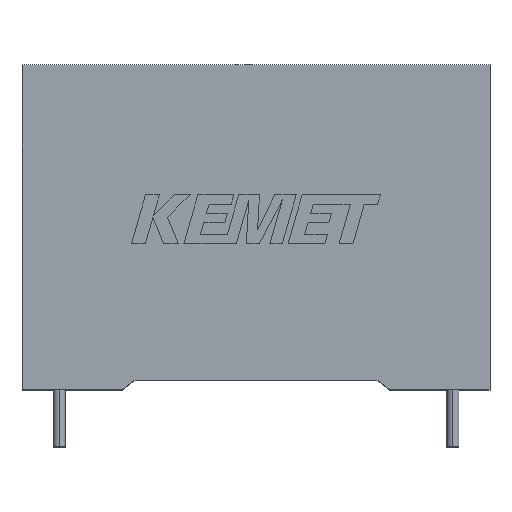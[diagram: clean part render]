
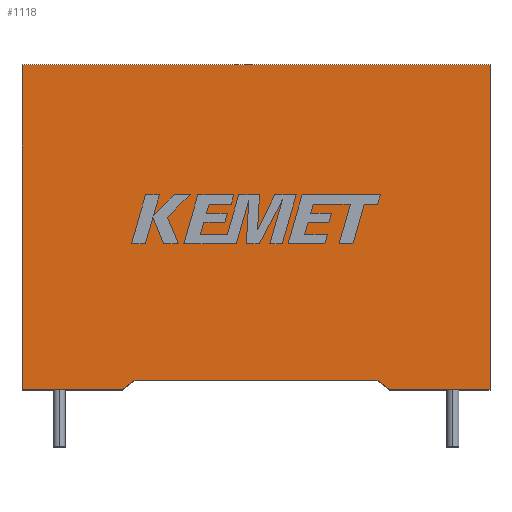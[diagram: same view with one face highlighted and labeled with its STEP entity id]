
A CAD part, top view. The second image highlights one B-rep face of the part: STEP entity #1118.
In plain terms, the highlighted planar face has unit normal (0, 0, 1).
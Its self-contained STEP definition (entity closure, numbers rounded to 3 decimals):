
#60 = VECTOR ( 'NONE', #1179, 1000. ) ;
#69 = EDGE_CURVE ( 'NONE', #96, #2610, #1200, .T. ) ;
#88 = ORIENTED_EDGE ( 'NONE', *, *, #1407, .T. ) ;
#89 = VERTEX_POINT ( 'NONE', #1900 ) ;
#96 = VERTEX_POINT ( 'NONE', #2921 ) ;
#158 = LINE ( 'NONE', #1148, #2602 ) ;
#184 = DIRECTION ( 'NONE',  ( 1., 0., 0. ) ) ;
#197 = LINE ( 'NONE', #3137, #1485 ) ;
#235 = DIRECTION ( 'NONE',  ( -1., 0., 0. ) ) ;
#298 = ORIENTED_EDGE ( 'NONE', *, *, #69, .T. ) ;
#332 = PLANE ( 'NONE',  #569 ) ;
#435 = VERTEX_POINT ( 'NONE', #2522 ) ;
#465 = CARTESIAN_POINT ( 'NONE',  ( 24.8, 0.667, 13.7 ) ) ;
#513 = CARTESIAN_POINT ( 'NONE',  ( 24.8, 0.667, 13.7 ) ) ;
#569 = AXIS2_PLACEMENT_3D ( 'NONE', #1571, #1365, #885 ) ;
#627 = LINE ( 'NONE', #1613, #2804 ) ;
#682 = LINE ( 'NONE', #1414, #1070 ) ;
#688 = VECTOR ( 'NONE', #2179, 1000. ) ;
#785 = EDGE_CURVE ( 'NONE', #834, #1980, #2211, .T. ) ;
#834 = VERTEX_POINT ( 'NONE', #465 ) ;
#885 = DIRECTION ( 'NONE',  ( -1., 0., 0. ) ) ;
#1070 = VECTOR ( 'NONE', #1472, 1000. ) ;
#1118 = ADVANCED_FACE ( 'NONE', ( #2523 ), #332, .F. ) ;
#1148 = CARTESIAN_POINT ( 'NONE',  ( 0., 0., 13.7 ) ) ;
#1165 = ORIENTED_EDGE ( 'NONE', *, *, #1375, .T. ) ;
#1179 = DIRECTION ( 'NONE',  ( 0.803, -0.596, 0. ) ) ;
#1196 = CARTESIAN_POINT ( 'NONE',  ( 16.35, 0.667, 13.7 ) ) ;
#1200 = LINE ( 'NONE', #2450, #688 ) ;
#1335 = CARTESIAN_POINT ( 'NONE',  ( 32.7, 0., 13.7 ) ) ;
#1354 = EDGE_CURVE ( 'NONE', #834, #96, #2141, .T. ) ;
#1365 = DIRECTION ( 'NONE',  ( 0., 0., -1. ) ) ;
#1375 = EDGE_CURVE ( 'NONE', #1810, #89, #682, .T. ) ;
#1407 = EDGE_CURVE ( 'NONE', #2610, #1810, #197, .T. ) ;
#1414 = CARTESIAN_POINT ( 'NONE',  ( 0., 22.7, 13.7 ) ) ;
#1445 = VERTEX_POINT ( 'NONE', #2994 ) ;
#1472 = DIRECTION ( 'NONE',  ( -1., 0., 0. ) ) ;
#1485 = VECTOR ( 'NONE', #2666, 1000. ) ;
#1571 = CARTESIAN_POINT ( 'NONE',  ( 0., 0., 13.7 ) ) ;
#1584 = ORIENTED_EDGE ( 'NONE', *, *, #2002, .F. ) ;
#1613 = CARTESIAN_POINT ( 'NONE',  ( 0., 0., 13.7 ) ) ;
#1810 = VERTEX_POINT ( 'NONE', #2109 ) ;
#1820 = ORIENTED_EDGE ( 'NONE', *, *, #785, .F. ) ;
#1868 = EDGE_CURVE ( 'NONE', #89, #1445, #627, .T. ) ;
#1900 = CARTESIAN_POINT ( 'NONE',  ( 0., 22.7, 13.7 ) ) ;
#1980 = VERTEX_POINT ( 'NONE', #2834 ) ;
#2002 = EDGE_CURVE ( 'NONE', #1980, #435, #3080, .T. ) ;
#2014 = VECTOR ( 'NONE', #235, 1000. ) ;
#2109 = CARTESIAN_POINT ( 'NONE',  ( 32.7, 22.7, 13.7 ) ) ;
#2141 = LINE ( 'NONE', #513, #60 ) ;
#2179 = DIRECTION ( 'NONE',  ( 1., 0., 0. ) ) ;
#2211 = LINE ( 'NONE', #1196, #2014 ) ;
#2347 = VECTOR ( 'NONE', #2434, 1000. ) ;
#2351 = EDGE_CURVE ( 'NONE', #1445, #435, #158, .T. ) ;
#2434 = DIRECTION ( 'NONE',  ( -0.803, -0.596, 0. ) ) ;
#2441 = ORIENTED_EDGE ( 'NONE', *, *, #2351, .T. ) ;
#2450 = CARTESIAN_POINT ( 'NONE',  ( 0., 0., 13.7 ) ) ;
#2522 = CARTESIAN_POINT ( 'NONE',  ( 7., 0., 13.7 ) ) ;
#2523 = FACE_OUTER_BOUND ( 'NONE', #2540, .T. ) ;
#2540 = EDGE_LOOP ( 'NONE', ( #1820, #2875, #298, #88, #1165, #2797, #2441, #1584 ) ) ;
#2602 = VECTOR ( 'NONE', #184, 1000. ) ;
#2610 = VERTEX_POINT ( 'NONE', #1335 ) ;
#2666 = DIRECTION ( 'NONE',  ( 0., 1., 0. ) ) ;
#2797 = ORIENTED_EDGE ( 'NONE', *, *, #1868, .T. ) ;
#2804 = VECTOR ( 'NONE', #3022, 1000. ) ;
#2834 = CARTESIAN_POINT ( 'NONE',  ( 7.9, 0.667, 13.7 ) ) ;
#2875 = ORIENTED_EDGE ( 'NONE', *, *, #1354, .T. ) ;
#2901 = CARTESIAN_POINT ( 'NONE',  ( 7.9, 0.667, 13.7 ) ) ;
#2921 = CARTESIAN_POINT ( 'NONE',  ( 25.7, 0., 13.7 ) ) ;
#2994 = CARTESIAN_POINT ( 'NONE',  ( 0., 0., 13.7 ) ) ;
#3022 = DIRECTION ( 'NONE',  ( 0., -1., 0. ) ) ;
#3080 = LINE ( 'NONE', #2901, #2347 ) ;
#3137 = CARTESIAN_POINT ( 'NONE',  ( 32.7, 0., 13.7 ) ) ;
